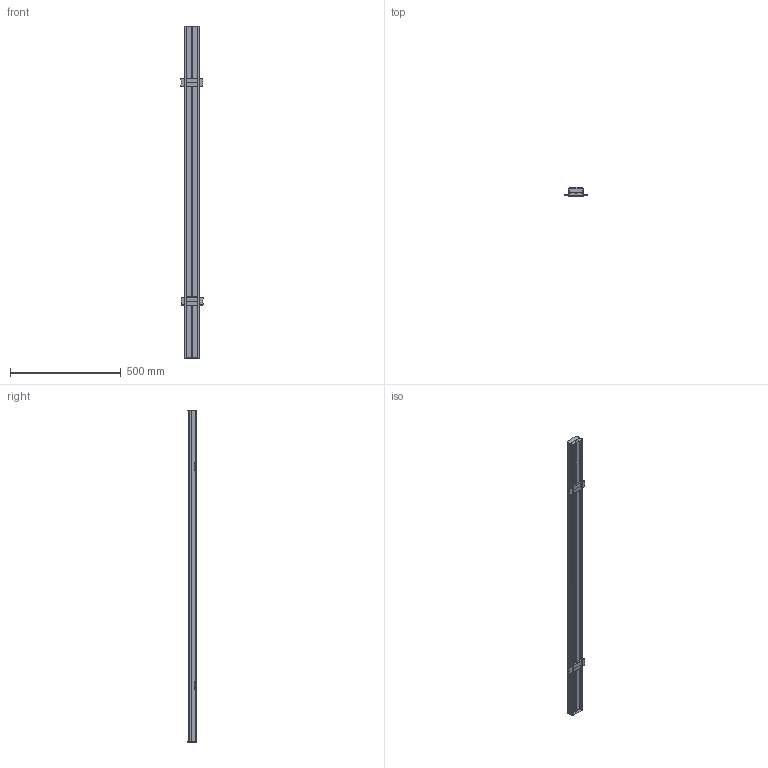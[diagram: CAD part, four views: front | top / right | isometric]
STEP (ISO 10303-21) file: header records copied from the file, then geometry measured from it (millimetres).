
FILE_DESCRIPTION (( 'STEP AP214' ), '1' );
FILE_NAME ('TRUSYS_UNIV_OP.STEP', '2025-05-26T12:47:42', ( '' ), ( '' ), 'SwSTEP 2.0', 'SolidWorks 2024', '' );
FILE_SCHEMA (( 'AUTOMOTIVE_DESIGN' ));
Length unit declared in the file: millimetre
Products named in the file (1): TRUSYS_UNIV_OP
Bounding box: 100.69 x 38.57 x 1499.5 mm (x, y, z)
Volume: 445834.4 mm3; surface area: 768114.5 mm2
Topology: 6 solids, 6 shells, 369 faces, 1003 edges, 654 vertices
Faces by surface type: plane 175, cylinder 140, torus 40, bspline 14
Entity records: 11947 total; most frequent: CARTESIAN_POINT 2505, ORIENTED_EDGE 2006, DIRECTION 1917, EDGE_CURVE 1003, AXIS2_PLACEMENT_3D 658, VERTEX_POINT 654, LINE 601, VECTOR 601
